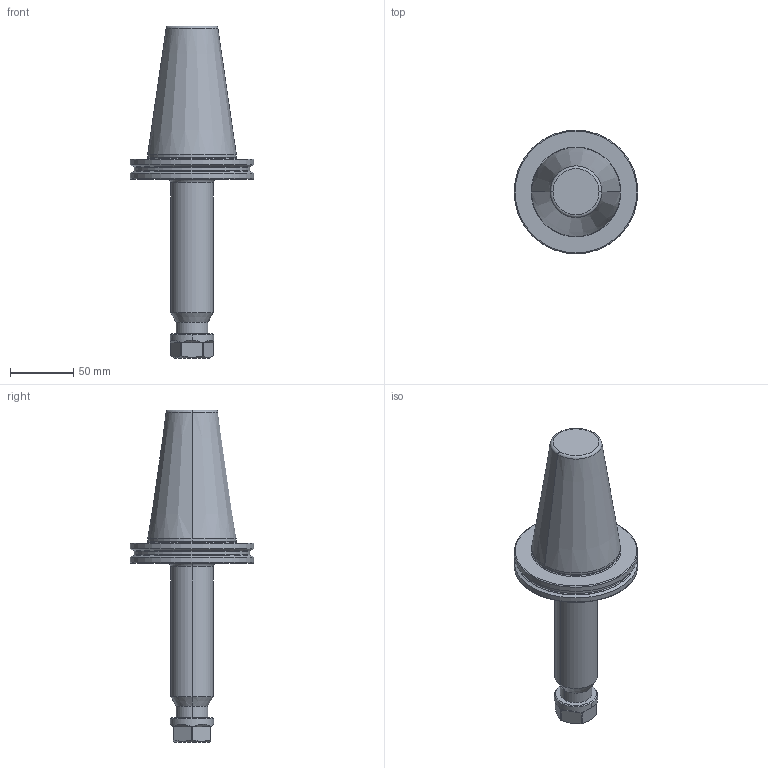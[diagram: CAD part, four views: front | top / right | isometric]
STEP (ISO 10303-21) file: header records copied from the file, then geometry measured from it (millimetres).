
FILE_DESCRIPTION(/* description */ (''),/* implementation_level */ '2;1');
FILE_NAME(/* name */ '1659690684754.stp',/* time_stamp */ '2022-08-05T14:41:33+05:00',/* author */ (''),/* organization */ ('SMS'),/* preprocessor_version */ 'ST-DEVELOPER v16.7',/* originating_system */ 'SIEMENS PLM Software NX 12.0',/* authorisation */ '');
FILE_SCHEMA (('AUTOMOTIVE_DESIGN { 1 0 10303 214 3 1 1 1 }'));
Length unit declared in the file: millimetre
Products named in the file (1): 204264431mod000_00
Bounding box: 97.45 x 97.45 x 261.6 mm (x, y, z)
Volume: 491763.1 mm3; surface area: 51128.1 mm2
Topology: 1 solids, 1 shells, 54 faces, 119 edges, 75 vertices
Faces by surface type: plane 19, torus 12, cone 12, cylinder 11
Full cylindrical faces by diameter (mm): 91 x1, 97.45 x2
Entity records: 1574 total; most frequent: CARTESIAN_POINT 308, DIRECTION 281, ORIENTED_EDGE 238, AXIS2_PLACEMENT_3D 120, EDGE_CURVE 119, VERTEX_POINT 72, CIRCLE 62, EDGE_LOOP 59
